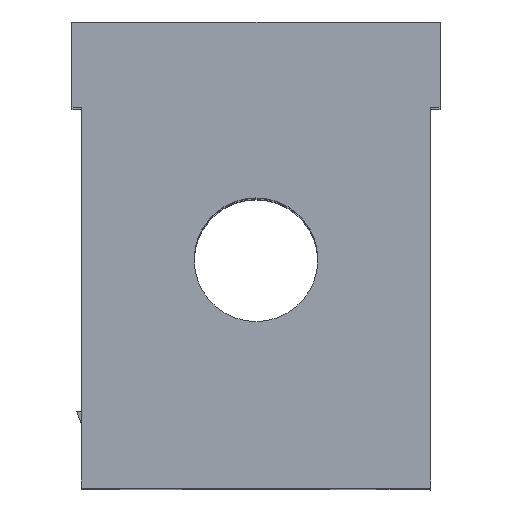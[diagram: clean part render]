
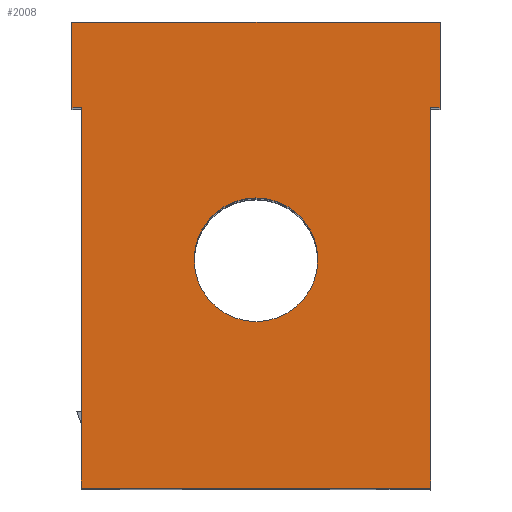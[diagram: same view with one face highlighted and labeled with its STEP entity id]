
A CAD part, top view. The second image highlights one B-rep face of the part: STEP entity #2008.
In plain terms, the highlighted planar face has unit normal (0, 0, 1).
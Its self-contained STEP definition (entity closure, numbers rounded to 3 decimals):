
#1132=AXIS2_PLACEMENT_3D('Circle Axis2P3D',#1130,#1131,$) ;
#1156=AXIS2_PLACEMENT_3D('Circle Axis2P3D',#1154,#1155,$) ;
#1980=AXIS2_PLACEMENT_3D('Plane Axis2P3D',#1977,#1978,#1979) ;
#381=CARTESIAN_POINT('Vertex',(7.54,0.,24.)) ;
#384=CARTESIAN_POINT('Line Origine',(3.87,0.,24.)) ;
#388=CARTESIAN_POINT('Vertex',(0.2,0.,24.)) ;
#1127=CARTESIAN_POINT('Vertex',(2.57,4.8,24.)) ;
#1130=CARTESIAN_POINT('Axis2P3D Location',(3.87,4.8,24.)) ;
#1134=CARTESIAN_POINT('Vertex',(5.17,4.8,24.)) ;
#1154=CARTESIAN_POINT('Axis2P3D Location',(3.87,4.8,24.)) ;
#1175=CARTESIAN_POINT('Vertex',(7.54,8.,24.)) ;
#1178=CARTESIAN_POINT('Line Origine',(7.54,4.,24.)) ;
#1201=CARTESIAN_POINT('Vertex',(7.74,8.,24.)) ;
#1204=CARTESIAN_POINT('Line Origine',(7.64,8.,24.)) ;
#1221=CARTESIAN_POINT('Line Origine',(0.2,4.,24.)) ;
#1225=CARTESIAN_POINT('Vertex',(0.2,8.,24.)) ;
#1281=CARTESIAN_POINT('Line Origine',(0.1,8.,24.)) ;
#1285=CARTESIAN_POINT('Vertex',(0.,8.,24.)) ;
#1960=CARTESIAN_POINT('Vertex',(7.74,9.8,24.)) ;
#1963=CARTESIAN_POINT('Line Origine',(7.74,8.9,24.)) ;
#1977=CARTESIAN_POINT('Axis2P3D Location',(0.,0.,24.)) ;
#1982=CARTESIAN_POINT('Line Origine',(3.87,9.8,24.)) ;
#1986=CARTESIAN_POINT('Vertex',(0.,9.8,24.)) ;
#1989=CARTESIAN_POINT('Line Origine',(0.,8.9,24.)) ;
#385=DIRECTION('Vector Direction',(1.,0.,0.)) ;
#1131=DIRECTION('Axis2P3D Direction',(0.,0.,1.)) ;
#1155=DIRECTION('Axis2P3D Direction',(0.,0.,1.)) ;
#1179=DIRECTION('Vector Direction',(0.,1.,0.)) ;
#1205=DIRECTION('Vector Direction',(-1.,0.,0.)) ;
#1222=DIRECTION('Vector Direction',(0.,1.,0.)) ;
#1282=DIRECTION('Vector Direction',(1.,0.,0.)) ;
#1964=DIRECTION('Vector Direction',(0.,1.,0.)) ;
#1978=DIRECTION('Axis2P3D Direction',(0.,0.,-1.)) ;
#1979=DIRECTION('Axis2P3D XDirection',(0.,1.,0.)) ;
#1983=DIRECTION('Vector Direction',(1.,0.,0.)) ;
#1990=DIRECTION('Vector Direction',(0.,1.,0.)) ;
#386=VECTOR('Line Direction',#385,1.) ;
#1180=VECTOR('Line Direction',#1179,1.) ;
#1206=VECTOR('Line Direction',#1205,1.) ;
#1223=VECTOR('Line Direction',#1222,1.) ;
#1283=VECTOR('Line Direction',#1282,1.) ;
#1965=VECTOR('Line Direction',#1964,1.) ;
#1984=VECTOR('Line Direction',#1983,1.) ;
#1991=VECTOR('Line Direction',#1990,1.) ;
#1995=ORIENTED_EDGE('',*,*,#390,.T.) ;
#1996=ORIENTED_EDGE('',*,*,#1182,.T.) ;
#1997=ORIENTED_EDGE('',*,*,#1208,.F.) ;
#1998=ORIENTED_EDGE('',*,*,#1967,.T.) ;
#1999=ORIENTED_EDGE('',*,*,#1988,.F.) ;
#2000=ORIENTED_EDGE('',*,*,#1993,.F.) ;
#2001=ORIENTED_EDGE('',*,*,#1287,.T.) ;
#2002=ORIENTED_EDGE('',*,*,#1227,.F.) ;
#2005=ORIENTED_EDGE('',*,*,#1136,.T.) ;
#2006=ORIENTED_EDGE('',*,*,#1158,.T.) ;
#2007=FACE_BOUND('',#2004,.T.) ;
#2008=ADVANCED_FACE('Housing',(#2003,#2007),#1981,.F.) ;
#1133=CIRCLE('generated circle',#1132,1.3) ;
#1157=CIRCLE('generated circle',#1156,1.3) ;
#390=EDGE_CURVE('',#389,#382,#387,.T.) ;
#1136=EDGE_CURVE('',#1135,#1128,#1133,.F.) ;
#1158=EDGE_CURVE('',#1128,#1135,#1157,.F.) ;
#1182=EDGE_CURVE('',#382,#1176,#1181,.T.) ;
#1208=EDGE_CURVE('',#1202,#1176,#1207,.T.) ;
#1227=EDGE_CURVE('',#389,#1226,#1224,.T.) ;
#1287=EDGE_CURVE('',#1286,#1226,#1284,.T.) ;
#1967=EDGE_CURVE('',#1202,#1961,#1966,.T.) ;
#1988=EDGE_CURVE('',#1987,#1961,#1985,.T.) ;
#1993=EDGE_CURVE('',#1286,#1987,#1992,.T.) ;
#1994=EDGE_LOOP('',(#1995,#1996,#1997,#1998,#1999,#2000,#2001,#2002)) ;
#2004=EDGE_LOOP('',(#2005,#2006)) ;
#2003=FACE_OUTER_BOUND('',#1994,.T.) ;
#387=LINE('Line',#384,#386) ;
#1181=LINE('Line',#1178,#1180) ;
#1207=LINE('Line',#1204,#1206) ;
#1224=LINE('Line',#1221,#1223) ;
#1284=LINE('Line',#1281,#1283) ;
#1966=LINE('Line',#1963,#1965) ;
#1985=LINE('Line',#1982,#1984) ;
#1992=LINE('Line',#1989,#1991) ;
#1981=PLANE('',#1980) ;
#382=VERTEX_POINT('',#381) ;
#389=VERTEX_POINT('',#388) ;
#1128=VERTEX_POINT('',#1127) ;
#1135=VERTEX_POINT('',#1134) ;
#1176=VERTEX_POINT('',#1175) ;
#1202=VERTEX_POINT('',#1201) ;
#1226=VERTEX_POINT('',#1225) ;
#1286=VERTEX_POINT('',#1285) ;
#1961=VERTEX_POINT('',#1960) ;
#1987=VERTEX_POINT('',#1986) ;
